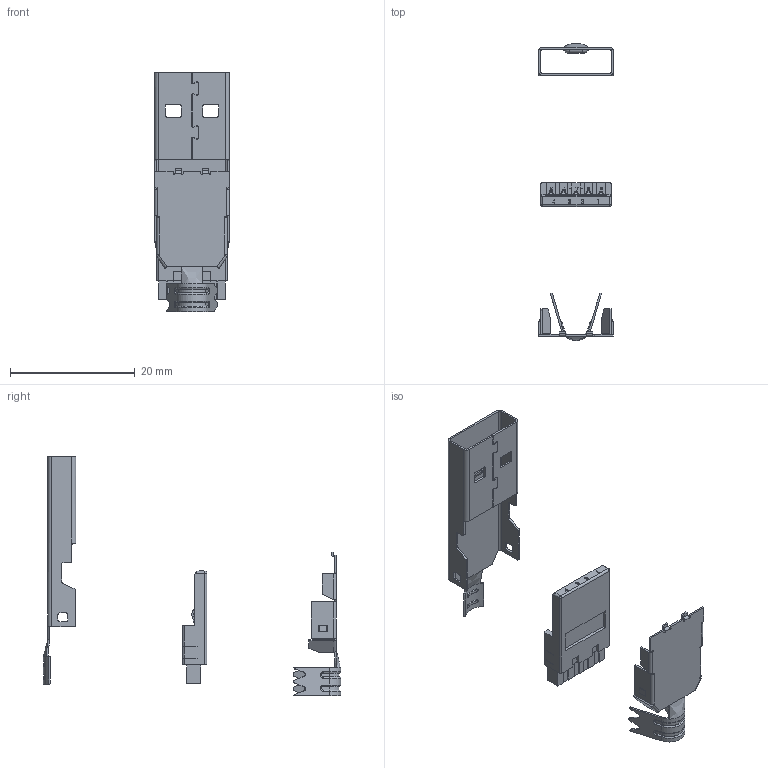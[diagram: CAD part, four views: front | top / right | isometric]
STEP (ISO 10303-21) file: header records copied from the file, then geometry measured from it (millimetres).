
FILE_DESCRIPTION (( 'STEP AP214' ), '1' );
FILE_NAME ('USBCN3-A_3D.STEP', '2023-04-24T15:45:57', ( '' ), ( '' ), 'SwSTEP 2.0', 'SolidWorks 2022', '' );
FILE_SCHEMA (( 'AUTOMOTIVE_DESIGN' ));
Length unit declared in the file: millimetre
Products named in the file (4): USBCN3-A_3D; USBCN3-A-MA2_默认; USBCN3-A-MA3; USBCN3-A-MA1_默认
Assembly tree (3 placements, depth 2):
  USBCN3-A_3D
    USBCN3-A-MA2_默认
    USBCN3-A-MA3
    USBCN3-A-MA1_默认
Bounding box: 12 x 47.61 x 38.31 mm (x, y, z)
Volume: 735.3 mm3; surface area: 3158.1 mm2
Topology: 7 solids, 7 shells, 964 faces, 2532 edges, 1614 vertices
Faces by surface type: plane 604, cylinder 219, bspline 99, torus 40, sphere 2
Entity records: 35977 total; most frequent: CARTESIAN_POINT 10068, ORIENTED_EDGE 5060, DIRECTION 4487, EDGE_CURVE 2530, VECTOR 1797, LINE 1797, VERTEX_POINT 1614, AXIS2_PLACEMENT_3D 1345
